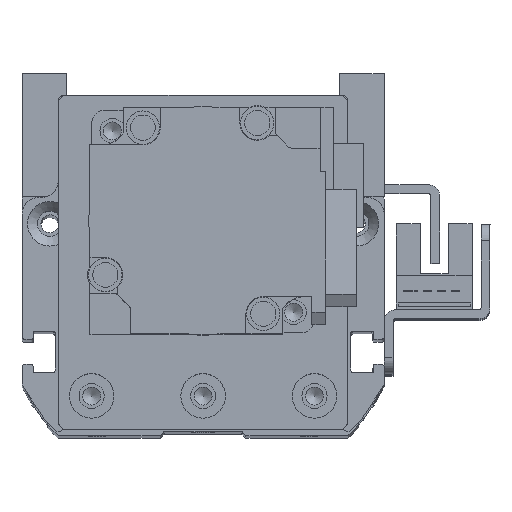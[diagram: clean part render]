
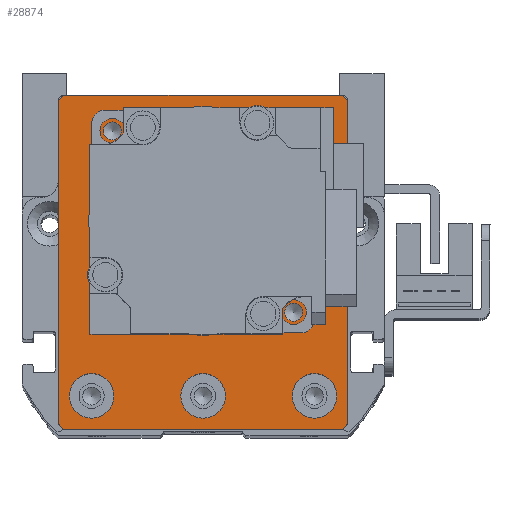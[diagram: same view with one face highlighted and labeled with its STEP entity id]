
A CAD part, top view. The second image highlights one B-rep face of the part: STEP entity #28874.
In plain terms, the highlighted planar face has unit normal (0, 0, 1).
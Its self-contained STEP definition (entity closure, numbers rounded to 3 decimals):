
#1531=FACE_BOUND('',#5855,.T.);
#1532=FACE_BOUND('',#5856,.T.);
#1533=FACE_BOUND('',#5857,.T.);
#1534=FACE_BOUND('',#5858,.T.);
#1535=FACE_BOUND('',#5859,.T.);
#1536=FACE_BOUND('',#5860,.T.);
#1537=FACE_BOUND('',#5861,.T.);
#1538=FACE_BOUND('',#5862,.T.);
#2259=PLANE('',#32408);
#3849=FACE_OUTER_BOUND('',#5854,.T.);
#5854=EDGE_LOOP('',(#26678,#26679,#26680,#26681,#26682,#26683,#26684,#26685));
#5855=EDGE_LOOP('',(#26686));
#5856=EDGE_LOOP('',(#26687));
#5857=EDGE_LOOP('',(#26688));
#5858=EDGE_LOOP('',(#26689));
#5859=EDGE_LOOP('',(#26690));
#5860=EDGE_LOOP('',(#26691));
#5861=EDGE_LOOP('',(#26692));
#5862=EDGE_LOOP('',(#26693));
#8064=LINE('',#51424,#10309);
#8070=LINE('',#51435,#10315);
#8077=LINE('',#51462,#10322);
#8080=LINE('',#51467,#10325);
#8081=LINE('',#51470,#10326);
#8084=LINE('',#51475,#10329);
#8085=LINE('',#51478,#10330);
#8107=LINE('',#51575,#10352);
#10309=VECTOR('',#40939,10.);
#10315=VECTOR('',#40947,10.);
#10322=VECTOR('',#40970,10.);
#10325=VECTOR('',#40975,10.);
#10326=VECTOR('',#40978,10.);
#10329=VECTOR('',#40983,10.);
#10330=VECTOR('',#40986,10.);
#10352=VECTOR('',#41102,10.);
#11919=CIRCLE('',#32371,4.);
#11922=CIRCLE('',#32377,4.);
#11925=CIRCLE('',#32383,4.);
#11927=CIRCLE('',#32388,1.621);
#11929=CIRCLE('',#32392,1.621);
#11931=CIRCLE('',#32396,1.621);
#11933=CIRCLE('',#32400,1.621);
#11936=CIRCLE('',#32406,15.);
#14539=VERTEX_POINT('',#51422);
#14540=VERTEX_POINT('',#51423);
#14544=VERTEX_POINT('',#51433);
#14556=VERTEX_POINT('',#51461);
#14557=VERTEX_POINT('',#51465);
#14558=VERTEX_POINT('',#51469);
#14559=VERTEX_POINT('',#51473);
#14560=VERTEX_POINT('',#51477);
#14567=VERTEX_POINT('',#51500);
#14570=VERTEX_POINT('',#51511);
#14573=VERTEX_POINT('',#51522);
#14576=VERTEX_POINT('',#51533);
#14579=VERTEX_POINT('',#51542);
#14582=VERTEX_POINT('',#51551);
#14585=VERTEX_POINT('',#51560);
#14588=VERTEX_POINT('',#51571);
#18552=EDGE_CURVE('',#14539,#14540,#8064,.T.);
#18558=EDGE_CURVE('',#14539,#14544,#8070,.T.);
#18571=EDGE_CURVE('',#14556,#14544,#8077,.T.);
#18574=EDGE_CURVE('',#14556,#14557,#8080,.T.);
#18575=EDGE_CURVE('',#14558,#14557,#8081,.T.);
#18578=EDGE_CURVE('',#14558,#14559,#8084,.T.);
#18579=EDGE_CURVE('',#14560,#14559,#8085,.T.);
#18589=EDGE_CURVE('',#14567,#14567,#11919,.T.);
#18594=EDGE_CURVE('',#14570,#14570,#11922,.T.);
#18599=EDGE_CURVE('',#14573,#14573,#11925,.T.);
#18604=EDGE_CURVE('',#14576,#14576,#11927,.T.);
#18608=EDGE_CURVE('',#14579,#14579,#11929,.T.);
#18612=EDGE_CURVE('',#14582,#14582,#11931,.T.);
#18616=EDGE_CURVE('',#14585,#14585,#11933,.T.);
#18622=EDGE_CURVE('',#14588,#14588,#11936,.T.);
#18623=EDGE_CURVE('',#14560,#14540,#8107,.T.);
#26678=ORIENTED_EDGE('',*,*,#18552,.F.);
#26679=ORIENTED_EDGE('',*,*,#18558,.T.);
#26680=ORIENTED_EDGE('',*,*,#18571,.F.);
#26681=ORIENTED_EDGE('',*,*,#18574,.T.);
#26682=ORIENTED_EDGE('',*,*,#18575,.F.);
#26683=ORIENTED_EDGE('',*,*,#18578,.T.);
#26684=ORIENTED_EDGE('',*,*,#18579,.F.);
#26685=ORIENTED_EDGE('',*,*,#18623,.T.);
#26686=ORIENTED_EDGE('',*,*,#18589,.T.);
#26687=ORIENTED_EDGE('',*,*,#18594,.T.);
#26688=ORIENTED_EDGE('',*,*,#18599,.T.);
#26689=ORIENTED_EDGE('',*,*,#18604,.T.);
#26690=ORIENTED_EDGE('',*,*,#18608,.T.);
#26691=ORIENTED_EDGE('',*,*,#18612,.T.);
#26692=ORIENTED_EDGE('',*,*,#18616,.T.);
#26693=ORIENTED_EDGE('',*,*,#18622,.T.);
#28874=ADVANCED_FACE('',(#3849,#1531,#1532,#1533,#1534,#1535,#1536,#1537,
#1538),#2259,.T.);
#32371=AXIS2_PLACEMENT_3D('',#51501,#41012,#41013);
#32377=AXIS2_PLACEMENT_3D('',#51512,#41026,#41027);
#32383=AXIS2_PLACEMENT_3D('',#51523,#41040,#41041);
#32388=AXIS2_PLACEMENT_3D('',#51534,#41053,#41054);
#32392=AXIS2_PLACEMENT_3D('',#51543,#41063,#41064);
#32396=AXIS2_PLACEMENT_3D('',#51552,#41073,#41074);
#32400=AXIS2_PLACEMENT_3D('',#51561,#41083,#41084);
#32406=AXIS2_PLACEMENT_3D('',#51573,#41098,#41099);
#32408=AXIS2_PLACEMENT_3D('',#51576,#41103,#41104);
#40939=DIRECTION('',(0.707,0.707,0.));
#40947=DIRECTION('',(0.,-1.,0.));
#40970=DIRECTION('',(-0.707,0.707,0.));
#40975=DIRECTION('',(1.,0.,0.));
#40978=DIRECTION('',(-0.707,-0.707,0.));
#40983=DIRECTION('',(0.,1.,0.));
#40986=DIRECTION('',(0.707,-0.707,0.));
#41012=DIRECTION('center_axis',(0.,0.,-1.));
#41013=DIRECTION('ref_axis',(1.,0.,0.));
#41026=DIRECTION('center_axis',(0.,0.,-1.));
#41027=DIRECTION('ref_axis',(1.,0.,0.));
#41040=DIRECTION('center_axis',(0.,0.,-1.));
#41041=DIRECTION('ref_axis',(1.,0.,0.));
#41053=DIRECTION('center_axis',(0.,0.,-1.));
#41054=DIRECTION('ref_axis',(1.,0.,0.));
#41063=DIRECTION('center_axis',(0.,0.,-1.));
#41064=DIRECTION('ref_axis',(1.,0.,0.));
#41073=DIRECTION('center_axis',(0.,0.,-1.));
#41074=DIRECTION('ref_axis',(1.,0.,0.));
#41083=DIRECTION('center_axis',(0.,0.,-1.));
#41084=DIRECTION('ref_axis',(1.,0.,0.));
#41098=DIRECTION('center_axis',(0.,0.,-1.));
#41099=DIRECTION('ref_axis',(-1.,0.,0.));
#41102=DIRECTION('',(-1.,0.,0.));
#41103=DIRECTION('center_axis',(0.,0.,1.));
#41104=DIRECTION('ref_axis',(1.,0.,0.));
#51422=CARTESIAN_POINT('',(-26.,29.,12.5));
#51423=CARTESIAN_POINT('',(-25.,30.,12.5));
#51424=CARTESIAN_POINT('',(-26.5,28.5,12.5));
#51433=CARTESIAN_POINT('',(-26.,-29.,12.5));
#51435=CARTESIAN_POINT('',(-26.,30.,12.5));
#51461=CARTESIAN_POINT('',(-25.,-30.,12.5));
#51462=CARTESIAN_POINT('',(-26.5,-28.5,12.5));
#51465=CARTESIAN_POINT('',(25.,-30.,12.5));
#51467=CARTESIAN_POINT('',(-26.,-30.,12.5));
#51469=CARTESIAN_POINT('',(26.,-29.,12.5));
#51470=CARTESIAN_POINT('',(26.5,-28.5,12.5));
#51473=CARTESIAN_POINT('',(26.,29.,12.5));
#51475=CARTESIAN_POINT('',(26.,-30.,12.5));
#51477=CARTESIAN_POINT('',(25.,30.,12.5));
#51478=CARTESIAN_POINT('',(26.5,28.5,12.5));
#51500=CARTESIAN_POINT('',(16.,-24.,12.5));
#51501=CARTESIAN_POINT('Origin',(20.,-24.,12.5));
#51511=CARTESIAN_POINT('',(-24.,-24.,12.5));
#51512=CARTESIAN_POINT('Origin',(-20.,-24.,12.5));
#51522=CARTESIAN_POINT('',(-4.,-24.,12.5));
#51523=CARTESIAN_POINT('Origin',(0.,-24.,12.5));
#51533=CARTESIAN_POINT('',(14.642,-8.963,12.5));
#51534=CARTESIAN_POINT('Origin',(16.263,-8.963,12.5));
#51542=CARTESIAN_POINT('',(-17.884,23.563,12.5));
#51543=CARTESIAN_POINT('Origin',(-16.263,23.563,12.5));
#51551=CARTESIAN_POINT('',(14.642,23.563,12.5));
#51552=CARTESIAN_POINT('Origin',(16.263,23.563,12.5));
#51560=CARTESIAN_POINT('',(-17.884,-8.963,12.5));
#51561=CARTESIAN_POINT('Origin',(-16.263,-8.963,12.5));
#51571=CARTESIAN_POINT('',(15.,7.3,12.5));
#51573=CARTESIAN_POINT('Origin',(0.,7.3,12.5));
#51575=CARTESIAN_POINT('',(26.,30.,12.5));
#51576=CARTESIAN_POINT('Origin',(0.,0.,12.5));
